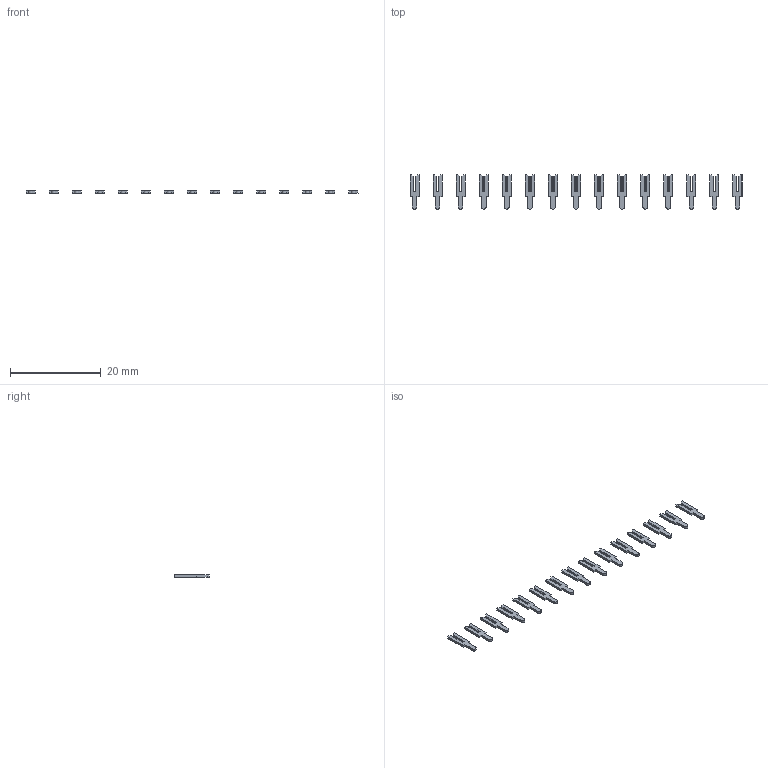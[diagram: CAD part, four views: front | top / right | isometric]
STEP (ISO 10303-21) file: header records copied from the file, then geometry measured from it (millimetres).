
FILE_DESCRIPTION (( 'STEP AP203' ), '1' );
FILE_NAME ('103-015-253-200.STEP', '2020-04-09T20:23:24', ( '' ), ( '' ), 'SwSTEP 2.0', 'SolidWorks 2016', '' );
FILE_SCHEMA (( 'CONFIG_CONTROL_DESIGN' ));
Length unit declared in the file: inch
Products named in the file (2): 103-015-253-200; 100-290-001_100-290-253
Assembly tree (15 placements, depth 2):
  103-015-253-200
    100-290-001_100-290-253  x15
Bounding box: 73.15 x 7.62 x 0.51 mm (x, y, z)
Volume: 82.8 mm3; surface area: 516.1 mm2
Topology: 15 solids, 15 shells, 300 faces, 810 edges, 540 vertices
Faces by surface type: plane 285, cylinder 15
Entity records: 1268 total; most frequent: DIRECTION 132, CARTESIAN_POINT 128, ORIENTED_EDGE 108, EDGE_CURVE 54, LINE 52, VECTOR 52, AXIS2_PLACEMENT_3D 40, DATE_AND_TIME 40
